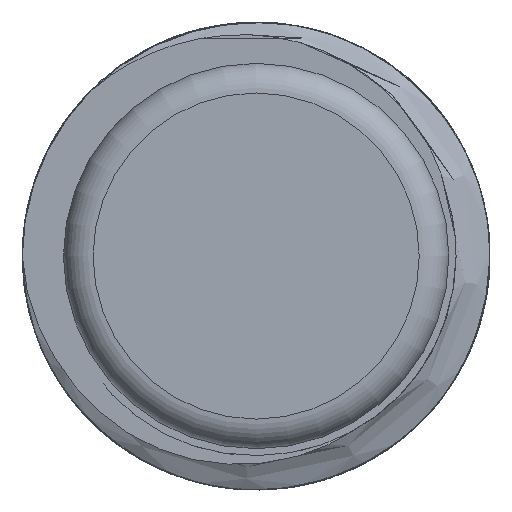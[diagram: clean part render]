
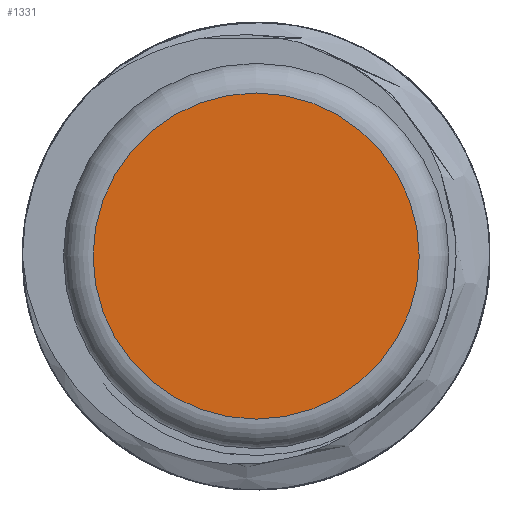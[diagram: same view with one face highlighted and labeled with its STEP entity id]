
A CAD part, front view. The second image highlights one B-rep face of the part: STEP entity #1331.
In plain terms, the highlighted planar face has unit normal (0, -1, 0).
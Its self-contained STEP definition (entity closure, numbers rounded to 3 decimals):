
#314=PLANE('',#1453);
#380=FACE_OUTER_BOUND('',#462,.T.);
#462=EDGE_LOOP('',(#1096,#1097));
#519=CIRCLE('',#1448,2.75);
#520=CIRCLE('',#1449,2.75);
#652=VERTEX_POINT('',#3413);
#653=VERTEX_POINT('',#3415);
#831=EDGE_CURVE('',#652,#653,#519,.T.);
#832=EDGE_CURVE('',#653,#652,#520,.T.);
#1096=ORIENTED_EDGE('',*,*,#832,.F.);
#1097=ORIENTED_EDGE('',*,*,#831,.F.);
#1331=ADVANCED_FACE('',(#380),#314,.F.);
#1448=AXIS2_PLACEMENT_3D('',#3416,#1696,#1697);
#1449=AXIS2_PLACEMENT_3D('',#3417,#1698,#1699);
#1453=AXIS2_PLACEMENT_3D('',#3423,#1707,#1708);
#1696=DIRECTION('center_axis',(0.,1.,0.));
#1697=DIRECTION('ref_axis',(1.,0.,0.));
#1698=DIRECTION('center_axis',(0.,1.,0.));
#1699=DIRECTION('ref_axis',(1.,0.,0.));
#1707=DIRECTION('center_axis',(0.,1.,0.));
#1708=DIRECTION('ref_axis',(1.,0.,0.));
#3413=CARTESIAN_POINT('',(0.,0.,-2.75));
#3415=CARTESIAN_POINT('',(-2.75,0.,0.));
#3416=CARTESIAN_POINT('Origin',(0.,0.,0.));
#3417=CARTESIAN_POINT('Origin',(0.,0.,0.));
#3423=CARTESIAN_POINT('Origin',(0.,0.,0.));
